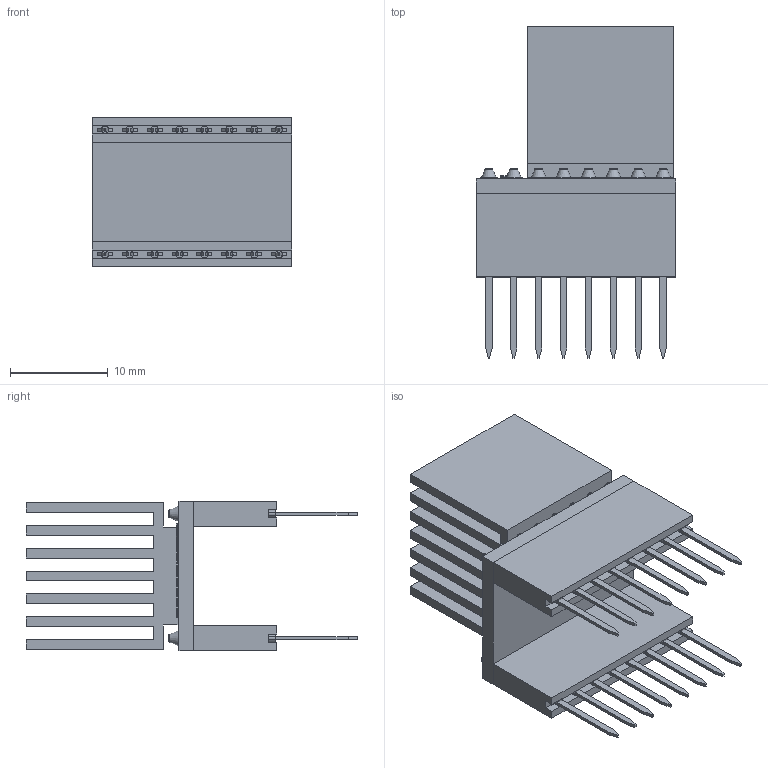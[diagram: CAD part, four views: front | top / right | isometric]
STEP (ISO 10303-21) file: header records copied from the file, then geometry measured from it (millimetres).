
FILE_DESCRIPTION(/* description */ ('STEP AP242','CAx-IF Rec.Pracs.---Representation and Presentation of Product Manufacturing Information (PMI)---4.0---2014-10-13','CAx-IF Rec.Pracs.---3D Tessellated Geometry---0.4---2014-09-14','2;1'),/* implementation_level */ '2;1');
FILE_NAME(/* name */ '670fbed2d70b1956e8b1c1ca',/* time_stamp */ '2024-10-16T13:25:40Z',/* author */ (''),/* organization */ (''),/* preprocessor_version */ 'ST-DEVELOPER v20',/* originating_system */ ' ',/* authorisation */ ' ');
FILE_SCHEMA (('AP242_MANAGED_MODEL_BASED_3D_ENGINEERING_MIM_LF { 1 0 10303 442 1 1 4 }'));
Length unit declared in the file: metre
Products named in the file (99): TMC-Heatsink-Pinheader; 1x8 <2>; 1x8; 1x8 <1>; TMC-Heatsink <1>; Extrude008; Extrude007; Extrude006; Extrude010; Extrude002; Extrude015; Extrude012; Extrude; Extrude011; Extrude014; Extrude004; Extrude003; Extrude017; Extrude013; Extrude001; Extrude009; Extrude016; Extrude005; TMC <1>; Heat; tmcpcb; Pins <1>; Pin014 <1>; Solder006; Pin013; pad024; Pin018 <1>; Pin017; Solder008; pad026; Pin012 <1>; Pin011; Solder005; pad023; Pin026 <1> ...
Assembly tree (107 placements, depth 6):
  TMC-Heatsink-Pinheader
    1x8 <2>
      1x8
      1x8
      1x8
      1x8
      1x8
      1x8
      1x8
      1x8
      1x8
    1x8 <1>
      1x8
      1x8
      1x8
      1x8
      1x8
      1x8
      1x8
      1x8
      1x8
    TMC-Heatsink <1>
      Extrude008
      Extrude007
      Extrude006
      Extrude010
      Extrude002
      Extrude015
      Extrude012
      Extrude
      Extrude011
      Extrude014
      Extrude004
      Extrude003
      Extrude017
      Extrude013
      Extrude001
      Extrude009
      Extrude016
      Extrude005
      TMC <1>
        Heat
        tmcpcb
        Pins <1>
          Pin014 <1>
            Solder006
            Pin013
            pad024
          Pin018 <1>
            Pin017
            Solder008
            pad026
          Pin012 <1>
            Pin011
            Solder005
            pad023
          Pin026 <1>
            Pin025
            Solder012
            pad030
Bounding box: 20.32 x 33.86 x 15.24 mm (x, y, z)
Volume: 3200.2 mm3; surface area: 6961.5 mm2
Topology: 86 solids, 86 shells, 1328 faces, 3436 edges, 2264 vertices
Faces by surface type: plane 896, cylinder 396, cone 32, bspline 4
Full cylindrical faces by diameter (mm): 0.75 x16, 1 x15, 1.7 x15
Entity records: 34493 total; most frequent: CARTESIAN_POINT 6668, DIRECTION 5322, ORIENTED_EDGE 5164, EDGE_CURVE 2582, AXIS2_PLACEMENT_3D 1970, VERTEX_POINT 1768, LINE 1382, VECTOR 1382
